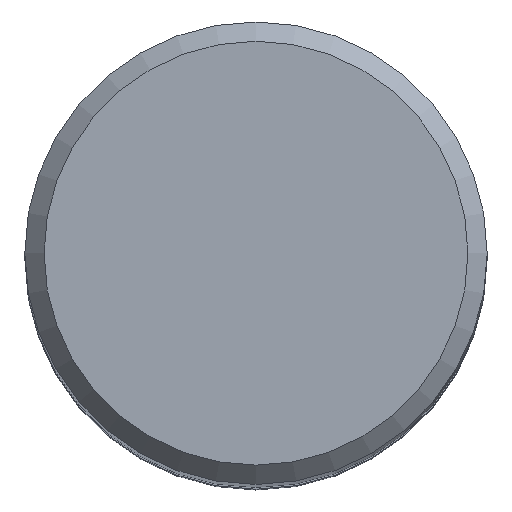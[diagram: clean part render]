
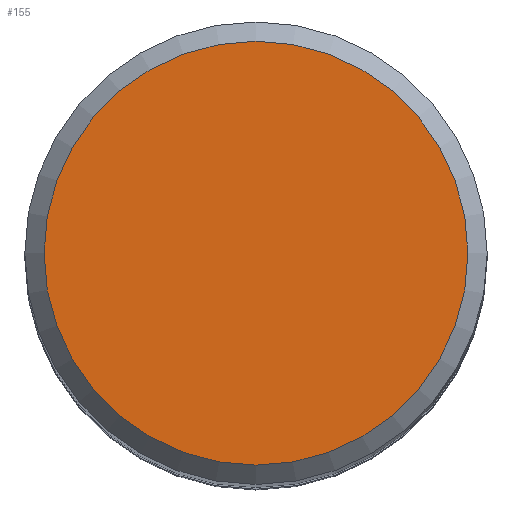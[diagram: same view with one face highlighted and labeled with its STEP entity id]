
A CAD part, top view. The second image highlights one B-rep face of the part: STEP entity #155.
In plain terms, the highlighted planar face has unit normal (0, 0, 1).
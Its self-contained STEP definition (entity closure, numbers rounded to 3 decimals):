
#6 = DIRECTION ( 'NONE',  ( 0., 1., 0. ) ) ;
#25 = CIRCLE ( 'NONE', #143, 5.5 ) ;
#50 = DIRECTION ( 'NONE',  ( 0., 1., 0. ) ) ;
#64 = EDGE_LOOP ( 'NONE', ( #221 ) ) ;
#77 = CARTESIAN_POINT ( 'NONE',  ( 0., 0., 83. ) ) ;
#86 = PLANE ( 'NONE',  #237 ) ;
#92 = FACE_OUTER_BOUND ( 'NONE', #64, .T. ) ;
#141 = VERTEX_POINT ( 'NONE', #228 ) ;
#143 = AXIS2_PLACEMENT_3D ( 'NONE', #77, #209, #6 ) ;
#150 = CARTESIAN_POINT ( 'NONE',  ( 0., 0., 83. ) ) ;
#155 = ADVANCED_FACE ( 'NONE', ( #92 ), #86, .F. ) ;
#198 = DIRECTION ( 'NONE',  ( 0., 0., -1. ) ) ;
#208 = EDGE_CURVE ( 'NONE', #141, #141, #25, .T. ) ;
#209 = DIRECTION ( 'NONE',  ( 0., 0., -1. ) ) ;
#221 = ORIENTED_EDGE ( 'NONE', *, *, #208, .F. ) ;
#228 = CARTESIAN_POINT ( 'NONE',  ( 0., 5.5, 83. ) ) ;
#237 = AXIS2_PLACEMENT_3D ( 'NONE', #150, #198, #50 ) ;
